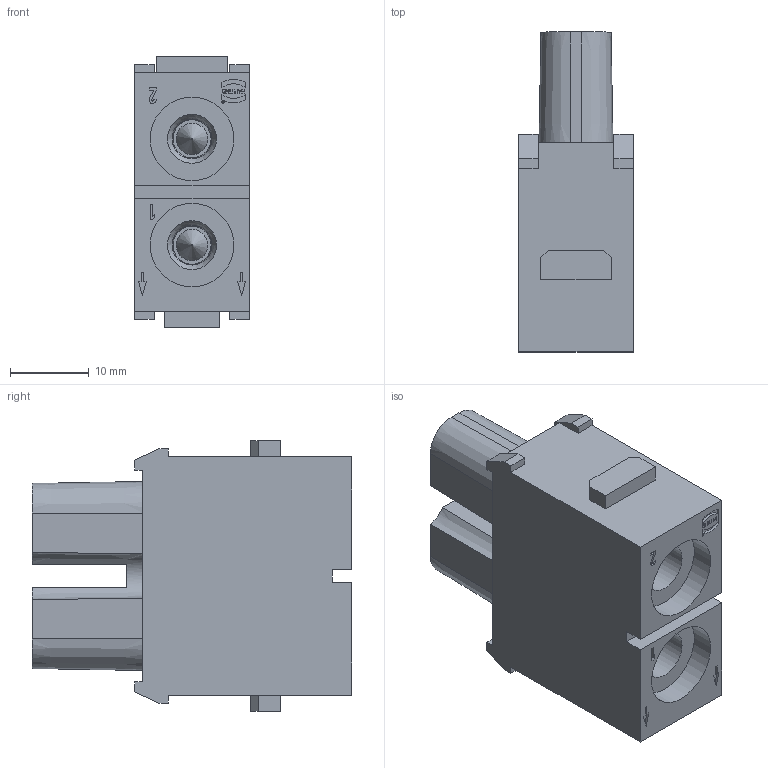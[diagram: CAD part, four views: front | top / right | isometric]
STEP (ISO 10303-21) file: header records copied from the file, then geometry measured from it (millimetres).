
FILE_DESCRIPTION(/* description */ (''),/* implementation_level */ '2;1');
FILE_NAME(/* name */ '100111302ugm000_b.stp',/* time_stamp */ '2017-09-28T15:40:47+02:00',/* author */ (''),/* organization */ (''),/* preprocessor_version */ 'ST-DEVELOPER v16',/* originating_system */ 'SIEMENS PLM Software NX 10.0',/* authorisation */ '');
FILE_SCHEMA (('AUTOMOTIVE_DESIGN { 1 0 10303 214 3 1 1 1 }'));
Length unit declared in the file: millimetre
Products named in the file (1): 100111302ugm000_b
Bounding box: 14.6 x 40.6 x 34.4 mm (x, y, z)
Volume: 12663.9 mm3; surface area: 5771 mm2
Topology: 1 solids, 1 shells, 249 faces, 633 edges, 421 vertices
Faces by surface type: plane 208, cylinder 28, cone 11, bspline 2
Full cylindrical faces by diameter (mm): 0.285 x1, 0.315 x1, 4 x4, 6.2 x4, 7.5 x2, 10.6 x2
Entity records: 8126 total; most frequent: CARTESIAN_POINT 1330, ORIENTED_EDGE 1222, DIRECTION 1181, EDGE_CURVE 611, LINE 529, VECTOR 529, VERTEX_POINT 420, AXIS2_PLACEMENT_3D 326
